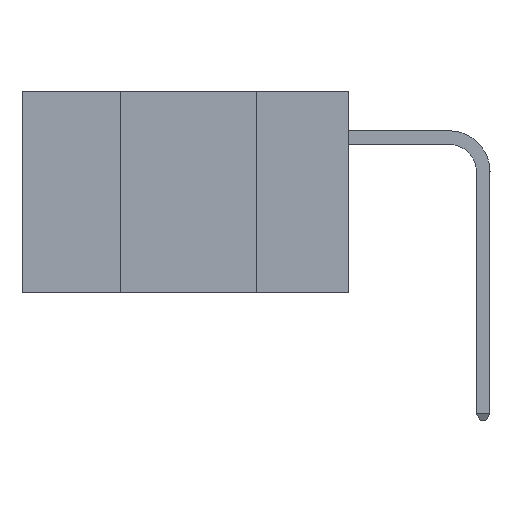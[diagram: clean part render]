
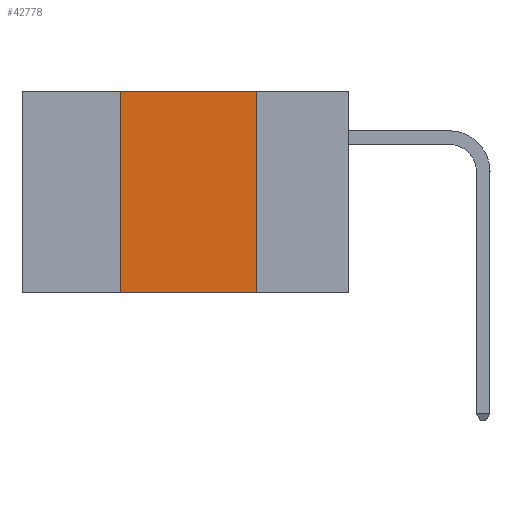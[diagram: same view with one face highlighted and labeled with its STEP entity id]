
A CAD part, left-side view. The second image highlights one B-rep face of the part: STEP entity #42778.
In plain terms, the highlighted planar face has unit normal (-1, 0, 0).
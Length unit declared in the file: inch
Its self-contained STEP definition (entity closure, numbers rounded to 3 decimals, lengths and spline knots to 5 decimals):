
#139 = DIRECTION ( 'NONE',  ( 0., -1., 0. ) ) ;
#1268 = CARTESIAN_POINT ( 'NONE',  ( 0., 0.42, 0. ) ) ;
#2735 = DIRECTION ( 'NONE',  ( 1., 0., 0. ) ) ;
#2904 = ORIENTED_EDGE ( 'NONE', *, *, #41312, .T. ) ;
#4788 = CARTESIAN_POINT ( 'NONE',  ( 0., 0.17, -0.37 ) ) ;
#5874 = VECTOR ( 'NONE', #33964, 39.37008 ) ;
#8909 = ORIENTED_EDGE ( 'NONE', *, *, #30854, .F. ) ;
#8995 = LINE ( 'NONE', #12003, #22480 ) ;
#9109 = CARTESIAN_POINT ( 'NONE',  ( 0., 0.6, 0. ) ) ;
#11157 = ORIENTED_EDGE ( 'NONE', *, *, #37094, .F. ) ;
#12003 = CARTESIAN_POINT ( 'NONE',  ( 0., 0.6, 0. ) ) ;
#12683 = ORIENTED_EDGE ( 'NONE', *, *, #24230, .F. ) ;
#13452 = CARTESIAN_POINT ( 'NONE',  ( 0., 0.6, -0.37 ) ) ;
#14410 = AXIS2_PLACEMENT_3D ( 'NONE', #9109, #2735, #28809 ) ;
#17321 = VERTEX_POINT ( 'NONE', #26351 ) ;
#19858 = VERTEX_POINT ( 'NONE', #1268 ) ;
#20509 = VERTEX_POINT ( 'NONE', #27149 ) ;
#21100 = DIRECTION ( 'NONE',  ( 0., 0., 1. ) ) ;
#21364 = CARTESIAN_POINT ( 'NONE',  ( 0., 0.42, 0. ) ) ;
#22180 = PLANE ( 'NONE',  #14410 ) ;
#22480 = VECTOR ( 'NONE', #22866, 39.37008 ) ;
#22866 = DIRECTION ( 'NONE',  ( 0., -1., 0. ) ) ;
#24230 = EDGE_CURVE ( 'NONE', #20509, #32511, #31272, .T. ) ;
#25639 = VECTOR ( 'NONE', #139, 39.37008 ) ;
#26351 = CARTESIAN_POINT ( 'NONE',  ( 0., 0.42, -0.37 ) ) ;
#27149 = CARTESIAN_POINT ( 'NONE',  ( 0., 0.17, 0. ) ) ;
#28809 = DIRECTION ( 'NONE',  ( 0., 0., -1. ) ) ;
#29832 = LINE ( 'NONE', #13452, #25639 ) ;
#30320 = CARTESIAN_POINT ( 'NONE',  ( 0., 0.17, 0. ) ) ;
#30854 = EDGE_CURVE ( 'NONE', #19858, #20509, #8995, .T. ) ;
#31272 = LINE ( 'NONE', #30320, #5874 ) ;
#32511 = VERTEX_POINT ( 'NONE', #4788 ) ;
#33491 = VECTOR ( 'NONE', #21100, 39.37008 ) ;
#33734 = EDGE_LOOP ( 'NONE', ( #12683, #8909, #11157, #2904 ) ) ;
#33964 = DIRECTION ( 'NONE',  ( 0., 0., -1. ) ) ;
#36081 = LINE ( 'NONE', #21364, #33491 ) ;
#36953 = FACE_OUTER_BOUND ( 'NONE', #33734, .T. ) ;
#37094 = EDGE_CURVE ( 'NONE', #17321, #19858, #36081, .T. ) ;
#41312 = EDGE_CURVE ( 'NONE', #17321, #32511, #29832, .T. ) ;
#42778 = ADVANCED_FACE ( 'NONE', ( #36953 ), #22180, .F. ) ;
